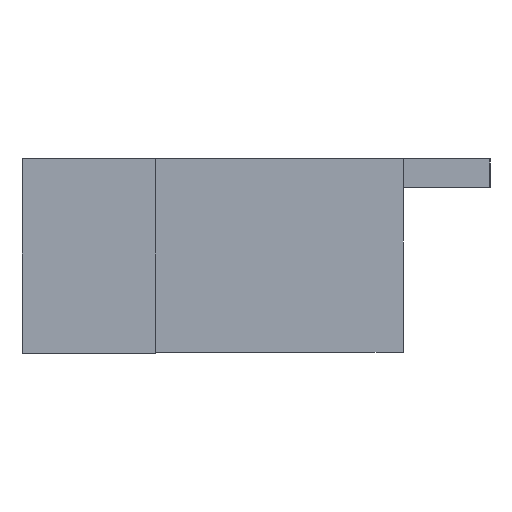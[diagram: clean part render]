
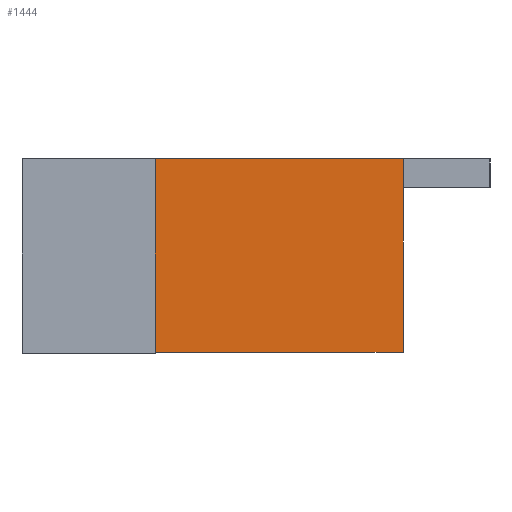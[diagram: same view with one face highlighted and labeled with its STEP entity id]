
A CAD part, left-side view. The second image highlights one B-rep face of the part: STEP entity #1444.
In plain terms, the highlighted face is planar.
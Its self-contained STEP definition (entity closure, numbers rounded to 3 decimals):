
#160=FACE_OUTER_BOUND('',#248,.T.);
#248=EDGE_LOOP('',(#1095,#1096,#1097,#1098));
#363=LINE('',#2356,#543);
#371=LINE('',#2372,#551);
#373=LINE('',#2375,#553);
#374=LINE('',#2376,#554);
#543=VECTOR('',#1934,1.);
#551=VECTOR('',#1946,1.);
#553=VECTOR('',#1950,1.);
#554=VECTOR('',#1951,1.);
#703=VERTEX_POINT('',#2354);
#704=VERTEX_POINT('',#2355);
#709=VERTEX_POINT('',#2369);
#710=VERTEX_POINT('',#2371);
#843=EDGE_CURVE('',#703,#704,#363,.T.);
#851=EDGE_CURVE('',#710,#709,#371,.T.);
#853=EDGE_CURVE('',#709,#704,#373,.T.);
#854=EDGE_CURVE('',#710,#703,#374,.T.);
#1095=ORIENTED_EDGE('',*,*,#851,.T.);
#1096=ORIENTED_EDGE('',*,*,#853,.T.);
#1097=ORIENTED_EDGE('',*,*,#843,.F.);
#1098=ORIENTED_EDGE('',*,*,#854,.F.);
#1356=PLANE('',#1719);
#1444=ADVANCED_FACE('',(#160),#1356,.T.);
#1719=AXIS2_PLACEMENT_3D('',#2374,#1948,#1949);
#1934=DIRECTION('',(0.,0.,1.));
#1946=DIRECTION('',(0.,0.,1.));
#1948=DIRECTION('center_axis',(1.,0.,0.));
#1949=DIRECTION('ref_axis',(0.,-1.,0.));
#1950=DIRECTION('',(0.,-1.,0.));
#1951=DIRECTION('',(0.,-1.,0.));
#2354=CARTESIAN_POINT('',(6.789,0.4,0.));
#2355=CARTESIAN_POINT('',(6.789,0.4,2.));
#2356=CARTESIAN_POINT('',(6.789,0.4,0.));
#2369=CARTESIAN_POINT('',(6.789,3.56,2.));
#2371=CARTESIAN_POINT('',(6.789,3.56,0.));
#2372=CARTESIAN_POINT('',(6.789,3.56,0.));
#2374=CARTESIAN_POINT('Origin',(6.789,3.56,0.));
#2375=CARTESIAN_POINT('',(6.789,3.56,2.));
#2376=CARTESIAN_POINT('',(6.789,3.56,0.));
